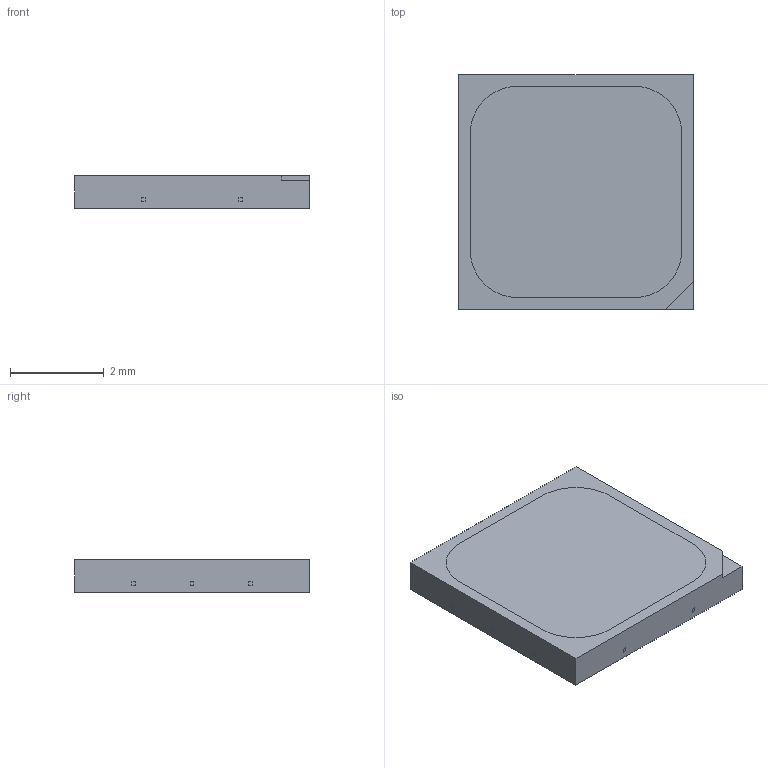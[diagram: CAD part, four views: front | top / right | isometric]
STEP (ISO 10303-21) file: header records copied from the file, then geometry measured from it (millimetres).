
FILE_DESCRIPTION (( 'STEP AP214' ), '1' );
FILE_NAME ('SMAlite 5050 3D REV A1 (adjusted origin) for datasheet.STEP', '2019-06-27T07:03:27', ( 'System Support' ), ( 'Hewlett-Packard Company' ), 'SwSTEP 2.0', 'SolidWorks 2016', '' );
FILE_SCHEMA (( 'AUTOMOTIVE_DESIGN' ));
Length unit declared in the file: millimetre
Products named in the file (1): SMAlite 5050 3D REV A1 (adjusted origin) for datasheet
Bounding box: 5 x 5 x 0.7 mm (x, y, z)
Volume: 17.4 mm3; surface area: 67.8 mm2
Topology: 1 solids, 10 shells, 75 faces, 202 edges, 160 vertices
Faces by surface type: plane 75
Entity records: 2503 total; most frequent: CARTESIAN_POINT 533, ORIENTED_EDGE 404, DIRECTION 339, EDGE_CURVE 202, VECTOR 179, LINE 179, VERTEX_POINT 160, EDGE_LOOP 88
